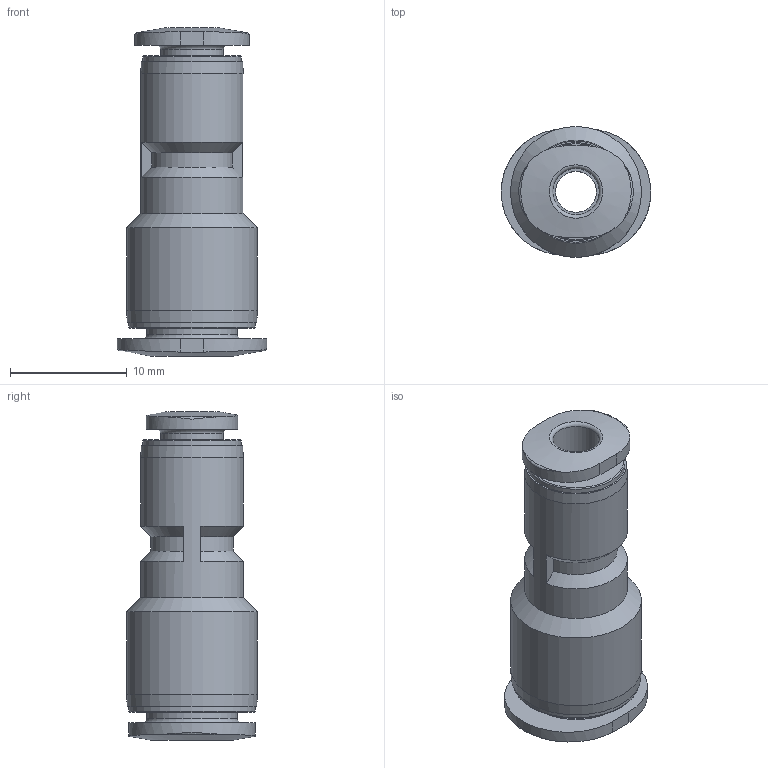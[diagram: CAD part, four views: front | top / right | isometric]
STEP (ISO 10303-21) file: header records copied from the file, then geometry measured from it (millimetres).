
FILE_DESCRIPTION(/* description */ ('STEP AP214'),/* implementation_level */ '2;1');
FILE_NAME(/* name */ '573058_QBM-1_4T-5_32-U',/* time_stamp */ '2024-09-14T03:21:56+02:00',/* author */ ('License CC BY-ND 4.0'),/* organization */ ('CADENAS'),/* preprocessor_version */ 'ST-DEVELOPER v19.3',/* originating_system */ 'PARTsolutions',/* authorisation */ ' ');
FILE_SCHEMA (('AUTOMOTIVE_DESIGN {1 0 10303 214 3 1 1}'));
Length unit declared in the file: millimetre
Products named in the file (1): 573058 QBM-1/4T-5/32-U
Bounding box: 12.8 x 11.2 x 28.1 mm (x, y, z)
Volume: 1411.5 mm3; surface area: 1632.5 mm2
Topology: 1 solids, 1 shells, 50 faces, 112 edges, 72 vertices
Faces by surface type: plane 16, cylinder 15, torus 10, cone 9
Full cylindrical faces by diameter (mm): 3.5 x1, 3.969 x1, 5.369 x1, 6.35 x1, 7.75 x1, 8.4 x1, 8.8 x1, 10.8 x1, 11.2 x1
Entity records: 1685 total; most frequent: CARTESIAN_POINT 297, DIRECTION 206, ORIENTED_EDGE 180, AXIS2_PLACEMENT_3D 93, EDGE_CURVE 90, EDGE_LOOP 80, FACE_BOUND 80, VERTEX_POINT 70
